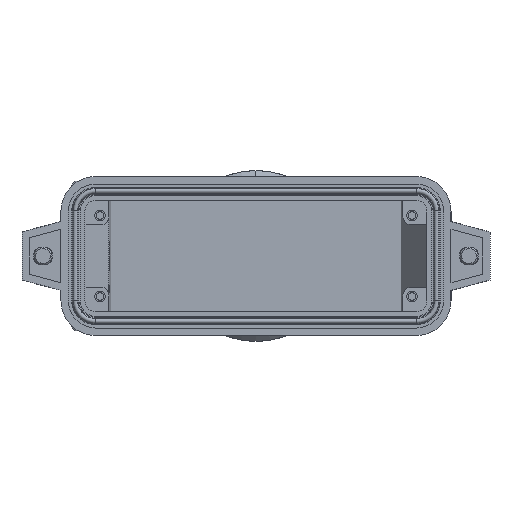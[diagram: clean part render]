
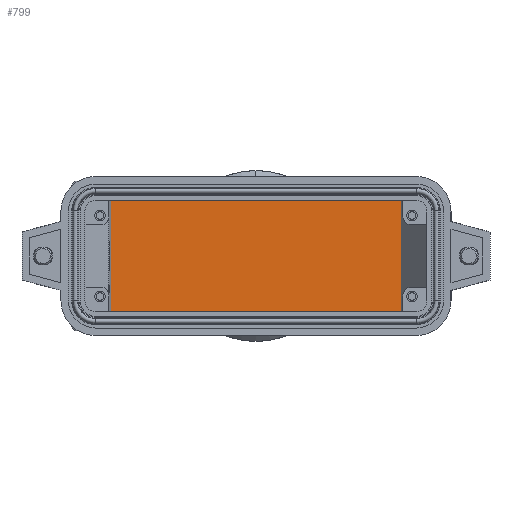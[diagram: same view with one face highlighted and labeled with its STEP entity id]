
A CAD part, front view. The second image highlights one B-rep face of the part: STEP entity #799.
In plain terms, the highlighted planar face has unit normal (0, -1, 0).
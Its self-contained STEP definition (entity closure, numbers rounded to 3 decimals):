
#415=FACE_OUTER_BOUND('',#1775,.T.);
#799=ADVANCED_FACE('NONE',(#415),#1098,.F.);
#1098=PLANE('',#7369);
#1775=EDGE_LOOP('',(#3409,#3410,#3411,#3412));
#3409=ORIENTED_EDGE('',*,*,#5575,.F.);
#3410=ORIENTED_EDGE('',*,*,#5594,.T.);
#3411=ORIENTED_EDGE('',*,*,#5595,.F.);
#3412=ORIENTED_EDGE('',*,*,#5592,.F.);
#4710=VERTEX_POINT('',#11503);
#4711=VERTEX_POINT('',#11505);
#4719=VERTEX_POINT('',#11535);
#4720=VERTEX_POINT('',#11539);
#5575=EDGE_CURVE('NONE',#4710,#4711,#6240,.T.);
#5592=EDGE_CURVE('NONE',#4711,#4719,#6254,.T.);
#5594=EDGE_CURVE('NONE',#4710,#4720,#6256,.T.);
#5595=EDGE_CURVE('NONE',#4719,#4720,#6257,.T.);
#6240=LINE('',#11504,#6773);
#6254=LINE('',#11534,#6787);
#6256=LINE('',#11538,#6789);
#6257=LINE('',#11540,#6790);
#6773=VECTOR('',#8781,1.);
#6787=VECTOR('',#8811,1.);
#6789=VECTOR('',#8815,1.);
#6790=VECTOR('',#8816,1.);
#7369=AXIS2_PLACEMENT_3D('',#11541,#8817,#8818);
#8781=DIRECTION('',(1.,0.,0.));
#8811=DIRECTION('',(0.,0.,-1.));
#8815=DIRECTION('',(0.,0.,-1.));
#8816=DIRECTION('',(-1.,0.,0.));
#8817=DIRECTION('',(0.,1.,0.));
#8818=DIRECTION('',(0.,0.,1.));
#11503=CARTESIAN_POINT('',(-48.399,75.,18.5));
#11504=CARTESIAN_POINT('',(48.399,75.,18.5));
#11505=CARTESIAN_POINT('',(48.399,75.,18.5));
#11534=CARTESIAN_POINT('',(48.399,75.,-18.5));
#11535=CARTESIAN_POINT('',(48.399,75.,-18.5));
#11538=CARTESIAN_POINT('',(-48.399,75.,-18.5));
#11539=CARTESIAN_POINT('',(-48.399,75.,-18.5));
#11540=CARTESIAN_POINT('',(0.,75.,-18.5));
#11541=CARTESIAN_POINT('',(48.399,75.,-18.5));
